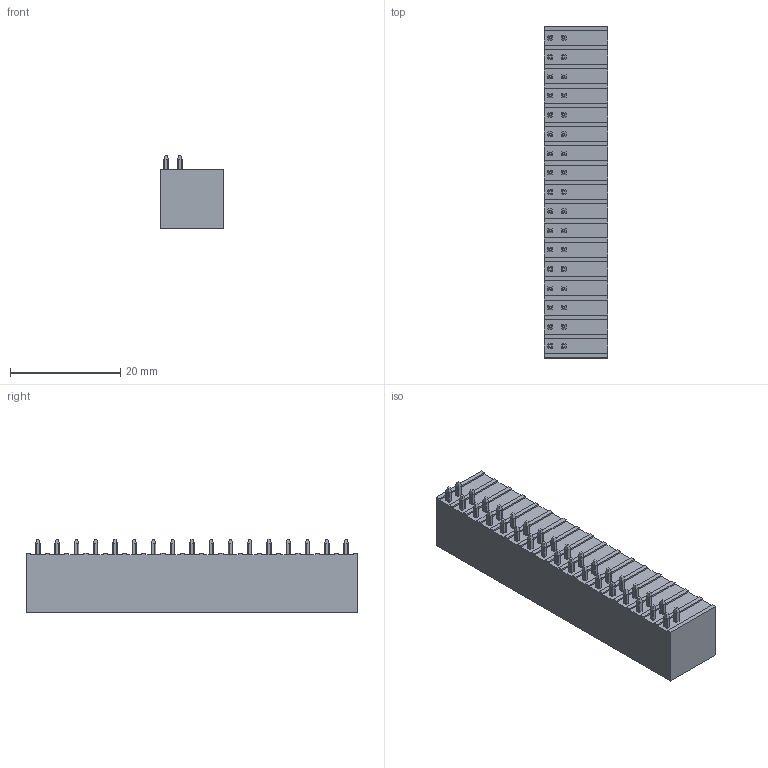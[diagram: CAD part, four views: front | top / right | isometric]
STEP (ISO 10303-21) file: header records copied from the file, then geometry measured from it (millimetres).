
FILE_DESCRIPTION((''),'2;1');
FILE_NAME('PRT0007','2024-11-18T09:55:45',('tluser'),(''),'CREO PARAMETRIC BY PTC INC, 2018100','CREO PARAMETRIC BY PTC INC, 2018100','');
FILE_SCHEMA(('CONFIG_CONTROL_DESIGN'));
Length unit declared in the file: millimetre
Products named in the file (1): PRT0007
Bounding box: 11.6 x 60.3 x 13.4 mm (x, y, z)
Volume: 5087.6 mm3; surface area: 5681.8 mm2
Topology: 1 solids, 1 shells, 1538 faces, 4401 edges, 2934 vertices
Faces by surface type: plane 1019, cylinder 400, extrusion 119
Entity records: 51461 total; most frequent: CARTESIAN_POINT 11952, ORIENTED_EDGE 8802, DIRECTION 7274, EDGE_CURVE 4401, VECTOR 3210, LINE 3091, VERTEX_POINT 2934, AXIS2_PLACEMENT_3D 2032
